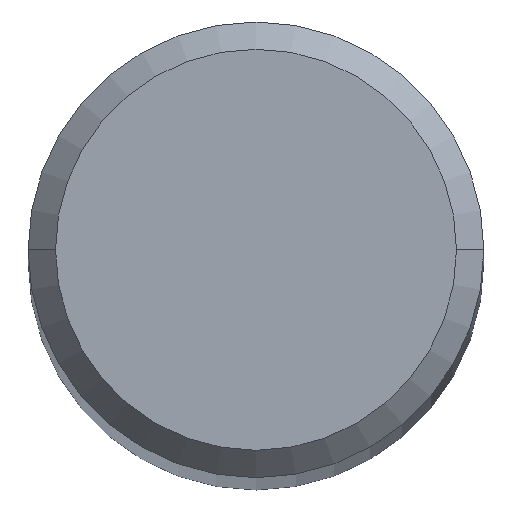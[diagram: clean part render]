
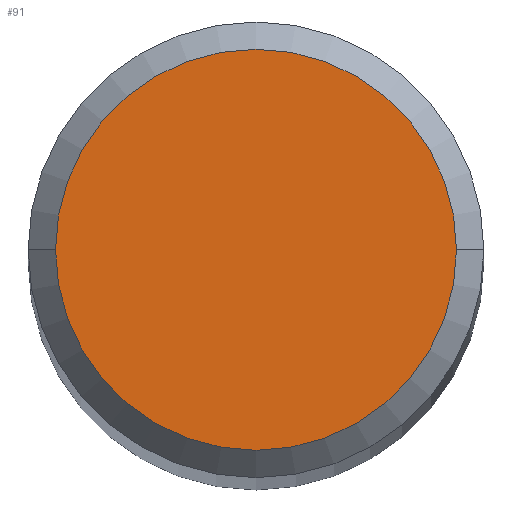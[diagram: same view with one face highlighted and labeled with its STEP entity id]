
A CAD part, top view. The second image highlights one B-rep face of the part: STEP entity #91.
In plain terms, the highlighted planar face has unit normal (0, 0, 1).
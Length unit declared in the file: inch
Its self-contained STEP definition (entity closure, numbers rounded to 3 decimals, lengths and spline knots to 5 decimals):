
#35 = CARTESIAN_POINT ( 'NONE',  ( 0., 0., 4. ) ) ;
#59 = CARTESIAN_POINT ( 'NONE',  ( -0.11, 0., 4. ) ) ;
#73 = DIRECTION ( 'NONE',  ( 1., 0., 0. ) ) ;
#91 = ADVANCED_FACE ( 'NONE', ( #113 ), #92, .T. ) ;
#92 = PLANE ( 'NONE',  #248 ) ;
#97 = CIRCLE ( 'NONE', #116, 0.11 ) ;
#112 = EDGE_CURVE ( 'NONE', #200, #141, #97, .T. ) ;
#113 = FACE_OUTER_BOUND ( 'NONE', #178, .T. ) ;
#116 = AXIS2_PLACEMENT_3D ( 'NONE', #35, #145, #126 ) ;
#126 = DIRECTION ( 'NONE',  ( 1., 0., 0. ) ) ;
#127 = ORIENTED_EDGE ( 'NONE', *, *, #112, .T. ) ;
#132 = CARTESIAN_POINT ( 'NONE',  ( 0., 0., 4. ) ) ;
#136 = CARTESIAN_POINT ( 'NONE',  ( 0.11, 0., 4. ) ) ;
#137 = DIRECTION ( 'NONE',  ( 1., 0., 0. ) ) ;
#141 = VERTEX_POINT ( 'NONE', #136 ) ;
#145 = DIRECTION ( 'NONE',  ( 0., 0., 1. ) ) ;
#165 = CARTESIAN_POINT ( 'NONE',  ( 0., 0., 4. ) ) ;
#167 = AXIS2_PLACEMENT_3D ( 'NONE', #132, #191, #137 ) ;
#175 = CIRCLE ( 'NONE', #167, 0.11 ) ;
#178 = EDGE_LOOP ( 'NONE', ( #127, #202 ) ) ;
#191 = DIRECTION ( 'NONE',  ( 0., 0., 1. ) ) ;
#198 = EDGE_CURVE ( 'NONE', #141, #200, #175, .T. ) ;
#200 = VERTEX_POINT ( 'NONE', #59 ) ;
#202 = ORIENTED_EDGE ( 'NONE', *, *, #198, .T. ) ;
#204 = DIRECTION ( 'NONE',  ( 0., 0., 1. ) ) ;
#248 = AXIS2_PLACEMENT_3D ( 'NONE', #165, #204, #73 ) ;
